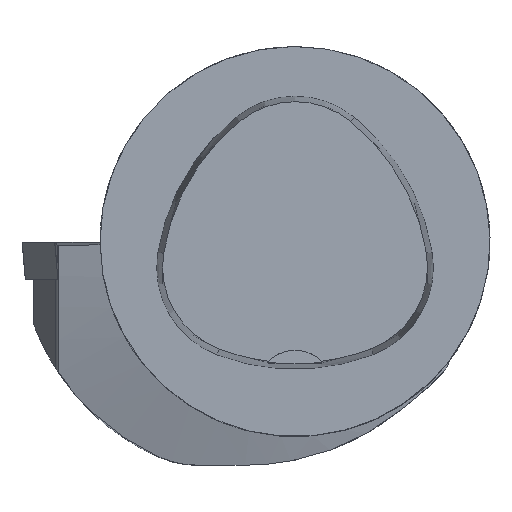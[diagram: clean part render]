
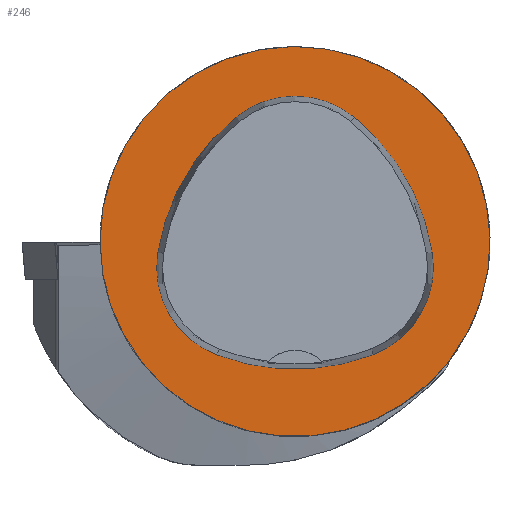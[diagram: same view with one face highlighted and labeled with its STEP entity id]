
A CAD part, top view. The second image highlights one B-rep face of the part: STEP entity #246.
In plain terms, the highlighted planar face has unit normal (0, 0, 1).
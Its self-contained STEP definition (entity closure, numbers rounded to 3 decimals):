
#246=ADVANCED_FACE('',(#485,#486),#298,.T.);
#298=PLANE('',#1408);
#485=FACE_BOUND('',#542,.T.);
#486=FACE_BOUND('',#543,.T.);
#542=EDGE_LOOP('',(#773,#774,#775,#776,#777,#778));
#543=EDGE_LOOP('',(#779));
#773=ORIENTED_EDGE('',*,*,#1154,.T.);
#774=ORIENTED_EDGE('',*,*,#1134,.T.);
#775=ORIENTED_EDGE('',*,*,#1138,.T.);
#776=ORIENTED_EDGE('',*,*,#1141,.T.);
#777=ORIENTED_EDGE('',*,*,#1144,.T.);
#778=ORIENTED_EDGE('',*,*,#1152,.T.);
#779=ORIENTED_EDGE('',*,*,#1108,.F.);
#982=VERTEX_POINT('',#2107);
#1002=VERTEX_POINT('',#2199);
#1003=VERTEX_POINT('',#2200);
#1006=VERTEX_POINT('',#2208);
#1008=VERTEX_POINT('',#2214);
#1010=VERTEX_POINT('',#2220);
#1017=VERTEX_POINT('',#2241);
#1108=EDGE_CURVE('',#982,#982,#1209,.T.);
#1134=EDGE_CURVE('',#1002,#1003,#1212,.T.);
#1138=EDGE_CURVE('',#1003,#1006,#1214,.T.);
#1141=EDGE_CURVE('',#1006,#1008,#1216,.T.);
#1144=EDGE_CURVE('',#1008,#1010,#1218,.T.);
#1152=EDGE_CURVE('',#1010,#1017,#1222,.T.);
#1154=EDGE_CURVE('',#1017,#1002,#1224,.T.);
#1209=CIRCLE('',#1371,25.);
#1212=CIRCLE('',#1386,28.);
#1214=CIRCLE('',#1389,12.);
#1216=CIRCLE('',#1392,28.);
#1218=CIRCLE('',#1395,12.);
#1222=CIRCLE('',#1400,28.);
#1224=CIRCLE('',#1403,12.);
#1371=AXIS2_PLACEMENT_3D('',#2106,#1623,#1624);
#1386=AXIS2_PLACEMENT_3D('',#2198,#1659,#1660);
#1389=AXIS2_PLACEMENT_3D('',#2207,#1667,#1668);
#1392=AXIS2_PLACEMENT_3D('',#2213,#1674,#1675);
#1395=AXIS2_PLACEMENT_3D('',#2219,#1681,#1682);
#1400=AXIS2_PLACEMENT_3D('',#2242,#1693,#1694);
#1403=AXIS2_PLACEMENT_3D('',#2245,#1699,#1700);
#1408=AXIS2_PLACEMENT_3D('',#2250,#1709,#1710);
#1623=DIRECTION('',(0.,0.,-1.));
#1624=DIRECTION('',(-1.,0.,0.));
#1659=DIRECTION('',(0.,0.,-1.));
#1660=DIRECTION('',(-1.,0.,0.));
#1667=DIRECTION('',(0.,0.,-1.));
#1668=DIRECTION('',(-1.,0.,0.));
#1674=DIRECTION('',(0.,0.,-1.));
#1675=DIRECTION('',(-1.,0.,0.));
#1681=DIRECTION('',(0.,0.,-1.));
#1682=DIRECTION('',(-1.,0.,0.));
#1693=DIRECTION('',(0.,0.,-1.));
#1694=DIRECTION('',(-1.,0.,0.));
#1699=DIRECTION('',(0.,0.,-1.));
#1700=DIRECTION('',(-1.,0.,0.));
#1709=DIRECTION('',(0.,0.,1.));
#1710=DIRECTION('',(1.,0.,0.));
#2106=CARTESIAN_POINT('',(0.,0.,0.));
#2107=CARTESIAN_POINT('',(-25.,0.,0.));
#2198=CARTESIAN_POINT('',(10.068,-5.824,0.));
#2199=CARTESIAN_POINT('',(-17.584,-1.424,0.));
#2200=CARTESIAN_POINT('',(-7.531,15.953,0.));
#2207=CARTESIAN_POINT('',(0.011,6.62,0.));
#2208=CARTESIAN_POINT('',(7.567,15.942,0.));
#2213=CARTESIAN_POINT('',(-10.063,-5.81,0.));
#2214=CARTESIAN_POINT('',(17.59,-1.418,0.));
#2219=CARTESIAN_POINT('',(5.739,-3.3,0.));
#2220=CARTESIAN_POINT('',(10.05,-14.499,0.));
#2241=CARTESIAN_POINT('',(-10.025,-14.516,0.));
#2242=CARTESIAN_POINT('',(-0.01,11.631,0.));
#2245=CARTESIAN_POINT('',(-5.733,-3.31,0.));
#2250=CARTESIAN_POINT('',(0.,0.,0.));
